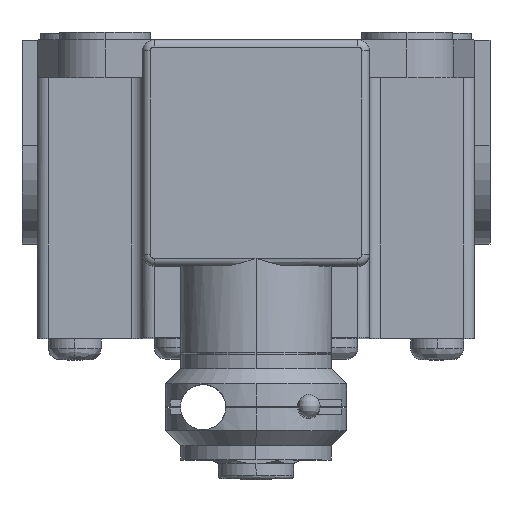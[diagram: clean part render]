
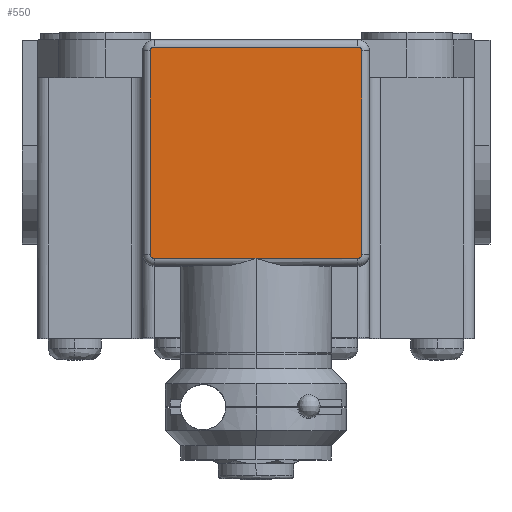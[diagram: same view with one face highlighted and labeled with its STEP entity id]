
A CAD part, top view. The second image highlights one B-rep face of the part: STEP entity #550.
In plain terms, the highlighted planar face has unit normal (0, 0, 1).
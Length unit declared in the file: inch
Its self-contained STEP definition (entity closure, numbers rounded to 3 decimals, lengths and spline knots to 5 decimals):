
#211 = AXIS2_PLACEMENT_3D ( 'NONE', #6858, #10945, #11963 ) ;
#336 = DIRECTION ( 'NONE',  ( 0., 1., 0. ) ) ;
#358 = EDGE_CURVE ( 'NONE', #12236, #4439, #3957, .T. ) ;
#486 = DIRECTION ( 'NONE',  ( 1., 0., 0. ) ) ;
#534 = VERTEX_POINT ( 'NONE', #8153 ) ;
#550 = ADVANCED_FACE ( 'NONE', ( #2364 ), #12134, .T. ) ;
#843 = ORIENTED_EDGE ( 'NONE', *, *, #2338, .T. ) ;
#875 = DIRECTION ( 'NONE',  ( 0., 0., 1. ) ) ;
#912 = VECTOR ( 'NONE', #486, 39.37008 ) ;
#2338 = EDGE_CURVE ( 'NONE', #2762, #534, #9203, .T. ) ;
#2339 = DIRECTION ( 'NONE',  ( 0., 0., 1. ) ) ;
#2364 = FACE_OUTER_BOUND ( 'NONE', #12002, .T. ) ;
#2554 = ORIENTED_EDGE ( 'NONE', *, *, #8797, .T. ) ;
#2581 = LINE ( 'NONE', #3091, #9183 ) ;
#2692 = CIRCLE ( 'NONE', #11162, 0.01969 ) ;
#2762 = VERTEX_POINT ( 'NONE', #7032 ) ;
#2878 = CARTESIAN_POINT ( 'NONE',  ( -0.5315, -1.16142, 1.25984 ) ) ;
#2998 = ORIENTED_EDGE ( 'NONE', *, *, #6130, .T. ) ;
#3091 = CARTESIAN_POINT ( 'NONE',  ( 0., -0.07874, 1.25984 ) ) ;
#3182 = VECTOR ( 'NONE', #12635, 39.37008 ) ;
#3957 = CIRCLE ( 'NONE', #211, 0.01969 ) ;
#4167 = CARTESIAN_POINT ( 'NONE',  ( 0.5315, -1.1811, 1.25984 ) ) ;
#4327 = CARTESIAN_POINT ( 'NONE',  ( -0.55118, -0.09843, 1.25984 ) ) ;
#4439 = VERTEX_POINT ( 'NONE', #4327 ) ;
#4460 = CARTESIAN_POINT ( 'NONE',  ( 0.55118, -0.62992, 1.25984 ) ) ;
#4773 = EDGE_CURVE ( 'NONE', #5452, #8653, #9799, .T. ) ;
#5243 = CARTESIAN_POINT ( 'NONE',  ( -0.55118, -1.16142, 1.25984 ) ) ;
#5263 = VECTOR ( 'NONE', #336, 39.37008 ) ;
#5278 = EDGE_CURVE ( 'NONE', #6000, #12236, #2581, .T. ) ;
#5292 = CARTESIAN_POINT ( 'NONE',  ( 0., -1.1811, 1.25984 ) ) ;
#5361 = CARTESIAN_POINT ( 'NONE',  ( 0.5315, -0.09843, 1.25984 ) ) ;
#5409 = LINE ( 'NONE', #5292, #11334 ) ;
#5452 = VERTEX_POINT ( 'NONE', #4167 ) ;
#5557 = LINE ( 'NONE', #4460, #5263 ) ;
#5690 = ORIENTED_EDGE ( 'NONE', *, *, #8720, .T. ) ;
#5825 = ORIENTED_EDGE ( 'NONE', *, *, #4773, .T. ) ;
#6000 = VERTEX_POINT ( 'NONE', #10432 ) ;
#6092 = AXIS2_PLACEMENT_3D ( 'NONE', #11496, #9684, #7502 ) ;
#6130 = EDGE_CURVE ( 'NONE', #4439, #10222, #7564, .T. ) ;
#6327 = DIRECTION ( 'NONE',  ( 1., 0., 0. ) ) ;
#6340 = DIRECTION ( 'NONE',  ( 1., 0., 0. ) ) ;
#6570 = AXIS2_PLACEMENT_3D ( 'NONE', #5361, #2339, #6327 ) ;
#6743 = CARTESIAN_POINT ( 'NONE',  ( -0.55118, -0.62992, 1.25984 ) ) ;
#6858 = CARTESIAN_POINT ( 'NONE',  ( -0.5315, -0.09843, 1.25984 ) ) ;
#7032 = CARTESIAN_POINT ( 'NONE',  ( -0.5315, -1.1811, 1.25984 ) ) ;
#7127 = ORIENTED_EDGE ( 'NONE', *, *, #11301, .T. ) ;
#7130 = DIRECTION ( 'NONE',  ( 0., 0., 1. ) ) ;
#7161 = DIRECTION ( 'NONE',  ( -1., 0., 0. ) ) ;
#7502 = DIRECTION ( 'NONE',  ( 0., -1., 0. ) ) ;
#7564 = LINE ( 'NONE', #6743, #3182 ) ;
#7923 = DIRECTION ( 'NONE',  ( 1., 0., 0. ) ) ;
#8153 = CARTESIAN_POINT ( 'NONE',  ( 0., -1.1811, 1.25984 ) ) ;
#8653 = VERTEX_POINT ( 'NONE', #9402 ) ;
#8720 = EDGE_CURVE ( 'NONE', #8653, #9284, #5557, .T. ) ;
#8737 = AXIS2_PLACEMENT_3D ( 'NONE', #9180, #7130, #11360 ) ;
#8762 = CIRCLE ( 'NONE', #6570, 0.01969 ) ;
#8797 = EDGE_CURVE ( 'NONE', #534, #5452, #5409, .T. ) ;
#9180 = CARTESIAN_POINT ( 'NONE',  ( 0., -0.62992, 1.25984 ) ) ;
#9183 = VECTOR ( 'NONE', #7161, 39.37008 ) ;
#9203 = LINE ( 'NONE', #12427, #912 ) ;
#9284 = VERTEX_POINT ( 'NONE', #11846 ) ;
#9402 = CARTESIAN_POINT ( 'NONE',  ( 0.55118, -1.16142, 1.25984 ) ) ;
#9416 = ORIENTED_EDGE ( 'NONE', *, *, #12133, .T. ) ;
#9684 = DIRECTION ( 'NONE',  ( 0., 0., 1. ) ) ;
#9756 = ORIENTED_EDGE ( 'NONE', *, *, #358, .T. ) ;
#9799 = CIRCLE ( 'NONE', #6092, 0.01969 ) ;
#10222 = VERTEX_POINT ( 'NONE', #5243 ) ;
#10432 = CARTESIAN_POINT ( 'NONE',  ( 0.5315, -0.07874, 1.25984 ) ) ;
#10945 = DIRECTION ( 'NONE',  ( 0., 0., 1. ) ) ;
#11162 = AXIS2_PLACEMENT_3D ( 'NONE', #2878, #875, #7923 ) ;
#11301 = EDGE_CURVE ( 'NONE', #10222, #2762, #2692, .T. ) ;
#11334 = VECTOR ( 'NONE', #6340, 39.37008 ) ;
#11360 = DIRECTION ( 'NONE',  ( 1., 0., 0. ) ) ;
#11496 = CARTESIAN_POINT ( 'NONE',  ( 0.5315, -1.16142, 1.25984 ) ) ;
#11808 = ORIENTED_EDGE ( 'NONE', *, *, #5278, .T. ) ;
#11846 = CARTESIAN_POINT ( 'NONE',  ( 0.55118, -0.09843, 1.25984 ) ) ;
#11963 = DIRECTION ( 'NONE',  ( 1., 0., 0. ) ) ;
#12002 = EDGE_LOOP ( 'NONE', ( #843, #2554, #5825, #5690, #9416, #11808, #9756, #2998, #7127 ) ) ;
#12133 = EDGE_CURVE ( 'NONE', #9284, #6000, #8762, .T. ) ;
#12134 = PLANE ( 'NONE',  #8737 ) ;
#12236 = VERTEX_POINT ( 'NONE', #12567 ) ;
#12427 = CARTESIAN_POINT ( 'NONE',  ( 0., -1.1811, 1.25984 ) ) ;
#12567 = CARTESIAN_POINT ( 'NONE',  ( -0.5315, -0.07874, 1.25984 ) ) ;
#12635 = DIRECTION ( 'NONE',  ( 0., -1., 0. ) ) ;
